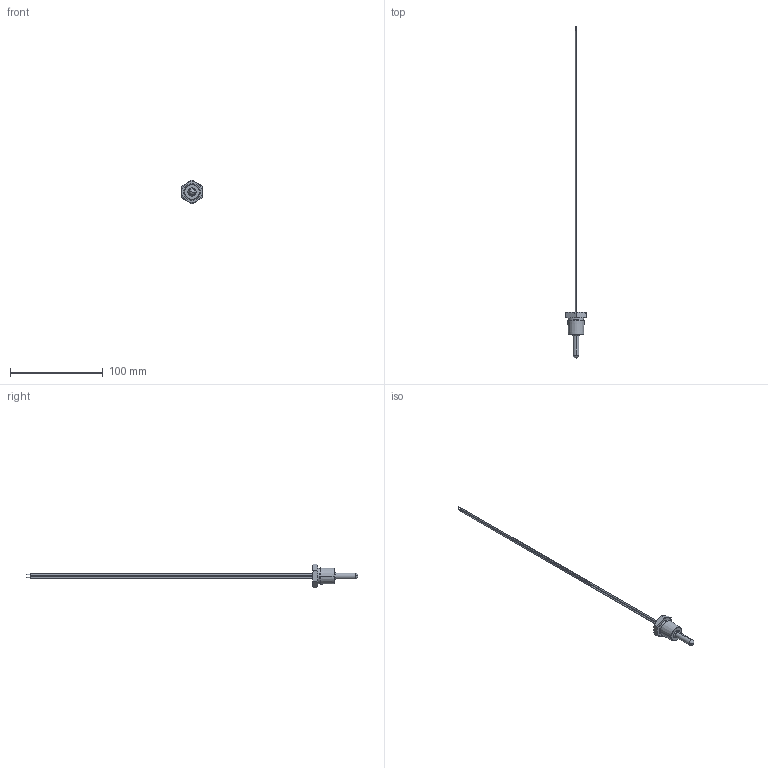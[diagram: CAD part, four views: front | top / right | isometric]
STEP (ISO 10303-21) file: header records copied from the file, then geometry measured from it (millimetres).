
FILE_DESCRIPTION (( 'STEP AP214' ), '1' );
FILE_NAME ('3f0231212a.STEP', '2018-02-12T19:27:17', ( '' ), ( '' ), 'SwSTEP 2.0', 'SolidWorks 2015', '' );
FILE_SCHEMA (( 'AUTOMOTIVE_DESIGN' ));
Length unit declared in the file: inch
Products named in the file (1): 3f0231212a
Bounding box: 22.23 x 358.71 x 25.66 mm (x, y, z)
Surface area: 6286.7 mm2 (no closed solid volume)
Topology: 0 solids, 6 shells, 48 faces, 114 edges, 73 vertices
Faces by surface type: cone 20, plane 14, cylinder 12, sphere 2
Entity records: 2128 total; most frequent: CARTESIAN_POINT 382, DIRECTION 242, ORIENTED_EDGE 208, EDGE_CURVE 112, AXIS2_PLACEMENT_3D 105, VERTEX_POINT 73, CIRCLE 56, EDGE_LOOP 53
